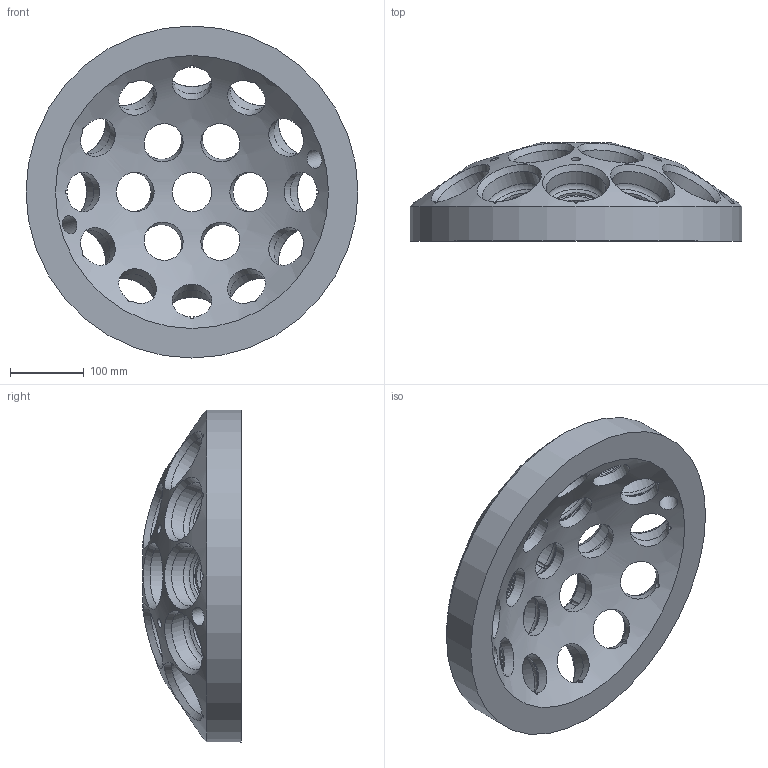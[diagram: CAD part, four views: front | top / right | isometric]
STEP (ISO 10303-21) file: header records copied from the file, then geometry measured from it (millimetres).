
FILE_DESCRIPTION(/* description */ (''),/* implementation_level */ '2;1');
FILE_NAME(/* name */ 'Custom Modified Matrix v1 (With air channels).step',/* time_stamp */ '2023-03-15T13:11:30-04:00',/* author */ (''),/* organization */ (''),/* preprocessor_version */ 'ST-DEVELOPER v19.2',/* originating_system */ 'Autodesk Translation Framework v11.17.0.187',/* authorisation */ '');
FILE_SCHEMA (('AUTOMOTIVE_DESIGN { 1 0 10303 214 3 1 1 }'));
Length unit declared in the file: inch
Products named in the file (1): Custom Modified Matrix v18
Bounding box: 449.2 x 133.44 x 449.2 mm (x, y, z)
Volume: 5624504.9 mm3; surface area: 568515.2 mm2
Topology: 1 solids, 1 shells, 386 faces, 1158 edges, 776 vertices
Faces by surface type: cylinder 231, cone 79, torus 48, plane 26, sphere 2
Full cylindrical faces by diameter (mm): 12.192 x6, 25.4 x2, 53.492 x7, 67.728 x12, 449.2 x1
Entity records: 16109 total; most frequent: CARTESIAN_POINT 6043, ORIENTED_EDGE 2316, DIRECTION 1915, EDGE_CURVE 1158, AXIS2_PLACEMENT_3D 898, VERTEX_POINT 776, B_SPLINE_CURVE_WITH_KNOTS 528, EDGE_LOOP 454
